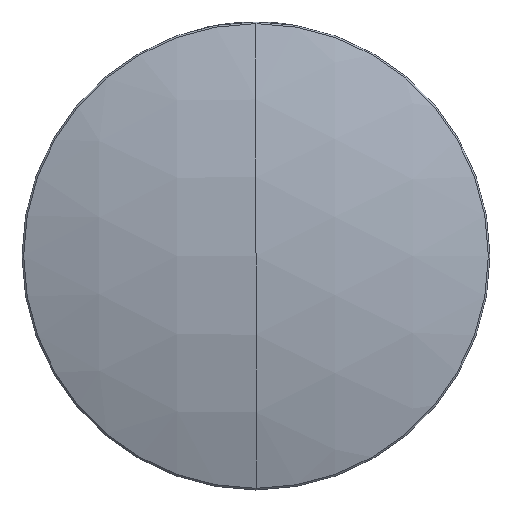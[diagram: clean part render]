
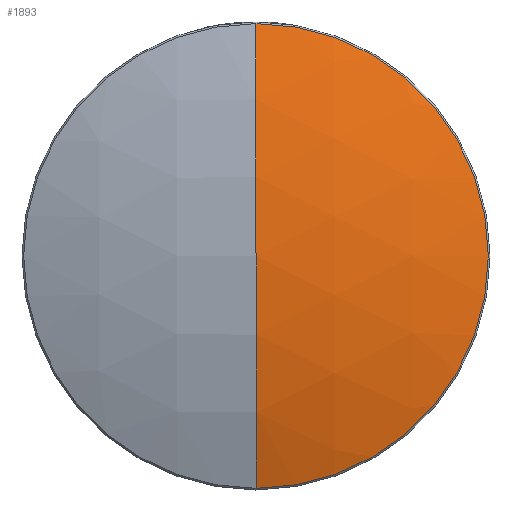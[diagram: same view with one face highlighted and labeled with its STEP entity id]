
A CAD part, top view. The second image highlights one B-rep face of the part: STEP entity #1893.
In plain terms, the highlighted spherical face has radius 77.26 mm.
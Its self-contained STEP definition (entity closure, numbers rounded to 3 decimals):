
#5 = CARTESIAN_POINT ( 'NONE',  ( 0., 0., -0.588 ) ) ;
#56 = CARTESIAN_POINT ( 'NONE',  ( 0., -25.223, -0.588 ) ) ;
#103 = ORIENTED_EDGE ( 'NONE', *, *, #1820, .F. ) ;
#135 = CARTESIAN_POINT ( 'NONE',  ( 25.223, 0., -0.588 ) ) ;
#181 = DIRECTION ( 'NONE',  ( -1., 0., 0. ) ) ;
#360 = VERTEX_POINT ( 'NONE', #56 ) ;
#367 = DIRECTION ( 'NONE',  ( 0., 0., 1. ) ) ;
#403 = CIRCLE ( 'NONE', #686, 25.223 ) ;
#409 = DIRECTION ( 'NONE',  ( 1., 0., 0. ) ) ;
#476 = SPHERICAL_SURFACE ( 'NONE', #1431, 77.26 ) ;
#603 = DIRECTION ( 'NONE',  ( 1., 0., 0. ) ) ;
#614 = CIRCLE ( 'NONE', #2235, 25.223 ) ;
#657 = CIRCLE ( 'NONE', #957, 77.26 ) ;
#686 = AXIS2_PLACEMENT_3D ( 'NONE', #5, #367, #409 ) ;
#744 = CARTESIAN_POINT ( 'NONE',  ( 0., 0., -73.615 ) ) ;
#778 = EDGE_LOOP ( 'NONE', ( #1416, #2022, #1628, #103 ) ) ;
#891 = DIRECTION ( 'NONE',  ( 1., 0., 0. ) ) ;
#914 = AXIS2_PLACEMENT_3D ( 'NONE', #744, #1254, #1112 ) ;
#957 = AXIS2_PLACEMENT_3D ( 'NONE', #1881, #181, #2226 ) ;
#989 = CIRCLE ( 'NONE', #914, 77.26 ) ;
#1072 = DIRECTION ( 'NONE',  ( 0., 0., 1. ) ) ;
#1112 = DIRECTION ( 'NONE',  ( 0., 1., 0. ) ) ;
#1254 = DIRECTION ( 'NONE',  ( 1., 0., 0. ) ) ;
#1345 = CARTESIAN_POINT ( 'NONE',  ( 0., 25.223, -0.588 ) ) ;
#1346 = EDGE_CURVE ( 'NONE', #360, #1647, #614, .T. ) ;
#1416 = ORIENTED_EDGE ( 'NONE', *, *, #1346, .T. ) ;
#1431 = AXIS2_PLACEMENT_3D ( 'NONE', #1778, #603, #2134 ) ;
#1466 = EDGE_CURVE ( 'NONE', #2181, #1482, #989, .T. ) ;
#1482 = VERTEX_POINT ( 'NONE', #1945 ) ;
#1628 = ORIENTED_EDGE ( 'NONE', *, *, #1466, .T. ) ;
#1647 = VERTEX_POINT ( 'NONE', #135 ) ;
#1778 = CARTESIAN_POINT ( 'NONE',  ( 0., 0., -73.615 ) ) ;
#1820 = EDGE_CURVE ( 'NONE', #360, #1482, #657, .T. ) ;
#1854 = EDGE_CURVE ( 'NONE', #1647, #2181, #403, .T. ) ;
#1881 = CARTESIAN_POINT ( 'NONE',  ( 0., 0., -73.615 ) ) ;
#1893 = ADVANCED_FACE ( 'NONE', ( #2150 ), #476, .T. ) ;
#1912 = CARTESIAN_POINT ( 'NONE',  ( 0., 0., -0.588 ) ) ;
#1945 = CARTESIAN_POINT ( 'NONE',  ( 0., 0., 3.645 ) ) ;
#2022 = ORIENTED_EDGE ( 'NONE', *, *, #1854, .T. ) ;
#2134 = DIRECTION ( 'NONE',  ( 0., -1., 0. ) ) ;
#2150 = FACE_OUTER_BOUND ( 'NONE', #778, .T. ) ;
#2181 = VERTEX_POINT ( 'NONE', #1345 ) ;
#2226 = DIRECTION ( 'NONE',  ( 0., -1., 0. ) ) ;
#2235 = AXIS2_PLACEMENT_3D ( 'NONE', #1912, #1072, #891 ) ;
